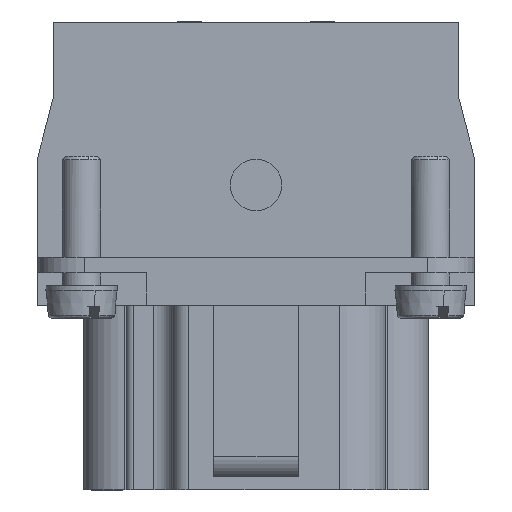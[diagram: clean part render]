
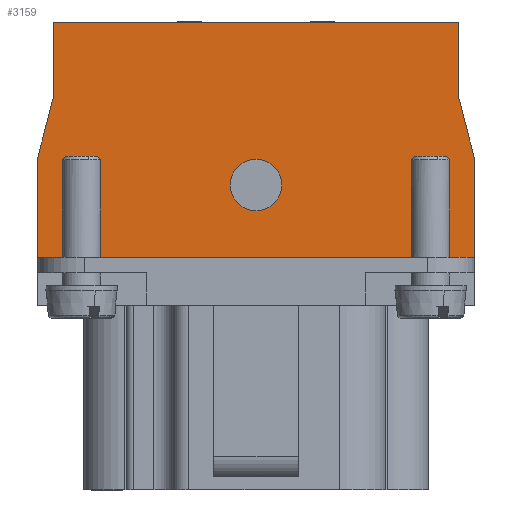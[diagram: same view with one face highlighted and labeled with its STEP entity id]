
A CAD part, left-side view. The second image highlights one B-rep face of the part: STEP entity #3159.
In plain terms, the highlighted planar face has unit normal (-1, 0, 0).
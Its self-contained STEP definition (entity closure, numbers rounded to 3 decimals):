
#2722=CIRCLE('',#36321,2.);
#3159=ADVANCED_FACE('',(#6546,#6547),#5160,.T.);
#5160=PLANE('',#36322);
#6546=FACE_BOUND('',#7335,.T.);
#6547=FACE_BOUND('',#7336,.T.);
#7335=EDGE_LOOP('',(#12029));
#7336=EDGE_LOOP('',(#12030,#12031,#12032,#12033,#12034,#12035,#12036,#12037));
#12029=ORIENTED_EDGE('',*,*,#25231,.F.);
#12030=ORIENTED_EDGE('',*,*,#25191,.T.);
#12031=ORIENTED_EDGE('',*,*,#25207,.F.);
#12032=ORIENTED_EDGE('',*,*,#25211,.T.);
#12033=ORIENTED_EDGE('',*,*,#25172,.T.);
#12034=ORIENTED_EDGE('',*,*,#24602,.T.);
#12035=ORIENTED_EDGE('',*,*,#25232,.F.);
#12036=ORIENTED_EDGE('',*,*,#25233,.F.);
#12037=ORIENTED_EDGE('',*,*,#25234,.T.);
#21171=VERTEX_POINT('',#46203);
#21185=VERTEX_POINT('',#46231);
#21754=VERTEX_POINT('',#49091);
#21770=VERTEX_POINT('',#49127);
#21771=VERTEX_POINT('',#49129);
#21785=VERTEX_POINT('',#49163);
#21805=VERTEX_POINT('',#49213);
#21806=VERTEX_POINT('',#49215);
#21807=VERTEX_POINT('',#49217);
#24602=EDGE_CURVE('',#21171,#21185,#29489,.T.);
#25172=EDGE_CURVE('',#21754,#21171,#29709,.T.);
#25191=EDGE_CURVE('',#21771,#21770,#29727,.T.);
#25207=EDGE_CURVE('',#21785,#21770,#29731,.T.);
#25211=EDGE_CURVE('',#21785,#21754,#29735,.T.);
#25231=EDGE_CURVE('',#21805,#21805,#2722,.T.);
#25232=EDGE_CURVE('',#21806,#21185,#29752,.T.);
#25233=EDGE_CURVE('',#21807,#21806,#29753,.T.);
#25234=EDGE_CURVE('',#21807,#21771,#29754,.T.);
#29489=LINE('',#46232,#32656);
#29709=LINE('',#49090,#32876);
#29727=LINE('',#49128,#32894);
#29731=LINE('',#49164,#32898);
#29735=LINE('',#49171,#32902);
#29752=LINE('',#49214,#32919);
#29753=LINE('',#49216,#32920);
#29754=LINE('',#49218,#32921);
#32656=VECTOR('',#38327,1.);
#32876=VECTOR('',#38671,1.);
#32894=VECTOR('',#38695,1.);
#32898=VECTOR('',#38733,1.);
#32902=VECTOR('',#38739,1.);
#32919=VECTOR('',#38772,1.);
#32920=VECTOR('',#38773,1.);
#32921=VECTOR('',#38774,1.);
#36321=AXIS2_PLACEMENT_3D('',#49212,#38770,#38771);
#36322=AXIS2_PLACEMENT_3D('',#49219,#38775,#38776);
#38327=DIRECTION('',(0.,0.,1.));
#38671=DIRECTION('',(0.,0.25,0.968));
#38695=DIRECTION('',(0.,0.,-1.));
#38733=DIRECTION('',(0.,1.,0.));
#38739=DIRECTION('',(0.,0.,1.));
#38770=DIRECTION('',(-1.,0.,0.));
#38771=DIRECTION('',(0.,-1.,0.));
#38772=DIRECTION('',(0.,-1.,0.));
#38773=DIRECTION('',(0.,0.,1.));
#38774=DIRECTION('',(0.,0.25,-0.968));
#38775=DIRECTION('',(-1.,0.,0.));
#38776=DIRECTION('',(0.,-1.,0.));
#46203=CARTESIAN_POINT('',(-64.886,-17.573,4.856));
#46231=CARTESIAN_POINT('',(-64.886,-17.573,10.756));
#46232=CARTESIAN_POINT('',(-64.886,-17.573,-11.144));
#49090=CARTESIAN_POINT('',(-64.886,-18.323,1.956));
#49091=CARTESIAN_POINT('',(-64.886,-18.773,0.216));
#49127=CARTESIAN_POINT('',(-64.886,15.027,-7.444));
#49128=CARTESIAN_POINT('',(-64.886,15.027,-8.644));
#49129=CARTESIAN_POINT('',(-64.886,15.027,0.216));
#49163=CARTESIAN_POINT('',(-64.886,-18.773,-7.444));
#49164=CARTESIAN_POINT('',(-64.886,-18.773,-7.444));
#49171=CARTESIAN_POINT('',(-64.886,-18.773,-6.044));
#49212=CARTESIAN_POINT('',(-64.886,-1.873,-1.844));
#49213=CARTESIAN_POINT('',(-64.886,-3.873,-1.844));
#49214=CARTESIAN_POINT('',(-64.886,15.397,10.756));
#49215=CARTESIAN_POINT('',(-64.886,13.827,10.756));
#49216=CARTESIAN_POINT('',(-64.886,13.827,-11.144));
#49217=CARTESIAN_POINT('',(-64.886,13.827,4.856));
#49218=CARTESIAN_POINT('',(-64.886,13.827,4.856));
#49219=CARTESIAN_POINT('',(-64.886,15.027,-8.644));
